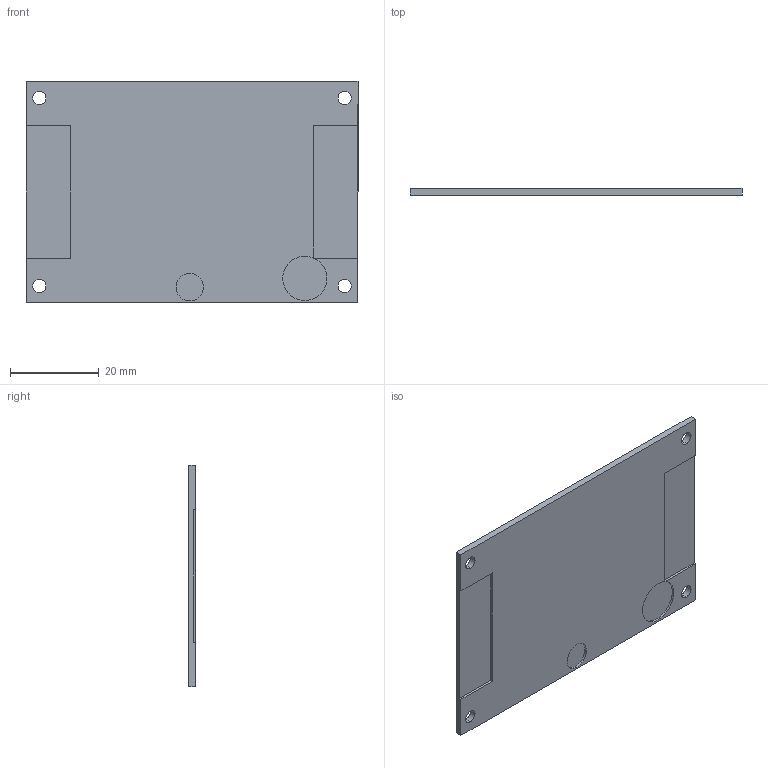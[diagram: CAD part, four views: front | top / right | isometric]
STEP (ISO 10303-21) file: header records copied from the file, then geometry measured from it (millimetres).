
FILE_DESCRIPTION (( 'STEP AP203' ), '1' );
FILE_NAME ('PCB TB6560_Predeterminado_sldprt.STEP', '2024-02-29T15:20:20', ( '' ), ( '' ), 'SwSTEP 2.0', 'SolidWorks 2022', '' );
FILE_SCHEMA (( 'CONFIG_CONTROL_DESIGN' ));
Length unit declared in the file: millimetre
Products named in the file (1): PCB TB6560_Predeterminado_sldprt
Bounding box: 75 x 1.5 x 50 mm (x, y, z)
Volume: 4978.5 mm3; surface area: 7968.5 mm2
Topology: 1 solids, 1 shells, 37 faces, 99 edges, 66 vertices
Faces by surface type: plane 24, cylinder 13
Entity records: 1252 total; most frequent: CARTESIAN_POINT 203, DIRECTION 201, ORIENTED_EDGE 198, EDGE_CURVE 99, LINE 73, VECTOR 73, VERTEX_POINT 66, AXIS2_PLACEMENT_3D 64
